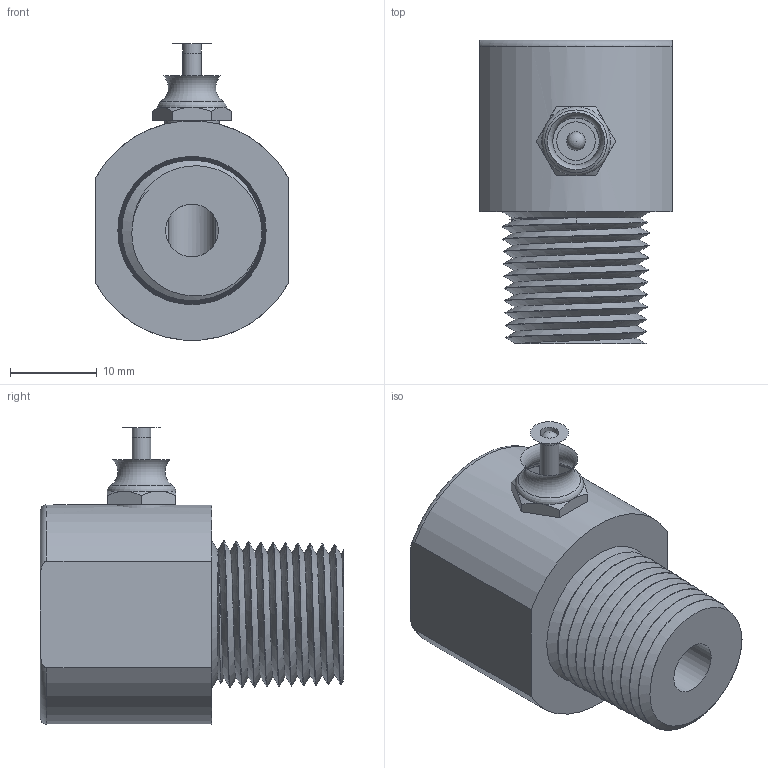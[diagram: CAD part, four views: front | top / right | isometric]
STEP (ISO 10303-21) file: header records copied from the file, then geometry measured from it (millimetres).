
FILE_DESCRIPTION(/* description */ (''),/* implementation_level */ '2;1');
FILE_NAME(/* name */ 'MH134-7A.stp',/* time_stamp */ '2026-02-02T14:05:44-05:00',/* author */ ('cthayer'),/* organization */ (''),/* preprocessor_version */ 'ST-DEVELOPER v20',/* originating_system */ 'Autodesk Inventor 2025',/* authorisation */ '');
FILE_SCHEMA (('AUTOMOTIVE_DESIGN { 1 0 10303 214 3 1 1 }'));
Length unit declared in the file: inch
Products named in the file (3): MH134-7A; MHP10264; MHP10090
Assembly tree (2 placements, depth 2):
  MH134-7A
    MHP10264
    MHP10090
Bounding box: 22.23 x 35.07 x 34.27 mm (x, y, z)
Volume: 11618.1 mm3; surface area: 5138.3 mm2
Topology: 3 solids, 3 shells, 50 faces, 132 edges, 87 vertices
Faces by surface type: cone 20, plane 14, cylinder 8, torus 4, bspline 2, sphere 2
Full cylindrical faces by diameter (mm): 2.159 x2, 5.359 x2, 6.096 x1, 6.35 x1
Entity records: 6981 total; most frequent: CARTESIAN_POINT 5678, ORIENTED_EDGE 256, DIRECTION 226, EDGE_CURVE 128, AXIS2_PLACEMENT_3D 91, VERTEX_POINT 87, EDGE_LOOP 57, FACE_OUTER_BOUND 50
